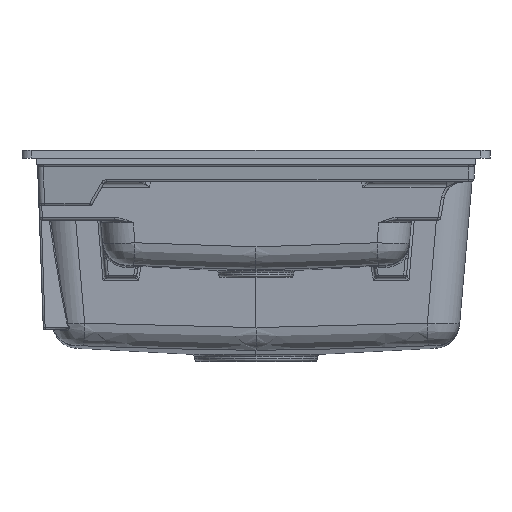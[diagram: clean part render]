
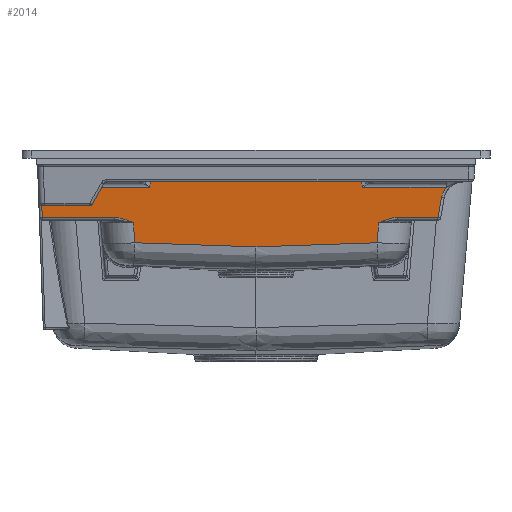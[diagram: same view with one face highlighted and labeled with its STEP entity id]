
A CAD part, left-side view. The second image highlights one B-rep face of the part: STEP entity #2014.
In plain terms, the highlighted planar face has unit normal (-0.996, 0, -0.087).
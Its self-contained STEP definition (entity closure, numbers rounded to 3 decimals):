
#239=PLANE('',#16217);
#391=ELLIPSE('',#16216,23.088,23.);
#1218=B_SPLINE_CURVE_WITH_KNOTS('',3,(#22256,#22257,#22258,#22259,#22260,
#22261,#22262),.UNSPECIFIED.,.F.,.F.,(4,3,4),(0.,0.5,1.),
 .UNSPECIFIED.);
#1219=B_SPLINE_CURVE_WITH_KNOTS('',3,(#22272,#22273,#22274,#22275,#22276,
#22277),.UNSPECIFIED.,.F.,.F.,(4,2,4),(0.,0.5,1.),.UNSPECIFIED.);
#1220=B_SPLINE_CURVE_WITH_KNOTS('',3,(#22281,#22282,#22283,#22284,#22285,
#22286,#22287,#22288),.UNSPECIFIED.,.F.,.F.,(4,2,2,4),(0.,0.5,0.75,1.),
 .UNSPECIFIED.);
#1221=B_SPLINE_CURVE_WITH_KNOTS('',3,(#22290,#22291,#22292,#22293,#22294,
#22295,#22296,#22297),.UNSPECIFIED.,.F.,.F.,(4,2,2,4),(0.,0.25,0.5,1.),
 .UNSPECIFIED.);
#1222=B_SPLINE_CURVE_WITH_KNOTS('',3,(#22301,#22302,#22303,#22304,#22305,
#22306),.UNSPECIFIED.,.F.,.F.,(4,2,4),(0.,0.5,1.),.UNSPECIFIED.);
#2014=ADVANCED_FACE('',(#3359),#239,.T.);
#3359=FACE_OUTER_BOUND('',#4409,.T.);
#4409=EDGE_LOOP('',(#6566,#6567,#6568,#6569,#6570,#6571,#6572,#6573,#6574,
#6575,#6576,#6577,#6578,#6579,#6580,#6581));
#6566=ORIENTED_EDGE('',*,*,#12762,.T.);
#6567=ORIENTED_EDGE('',*,*,#12763,.T.);
#6568=ORIENTED_EDGE('',*,*,#12764,.T.);
#6569=ORIENTED_EDGE('',*,*,#12765,.T.);
#6570=ORIENTED_EDGE('',*,*,#12766,.T.);
#6571=ORIENTED_EDGE('',*,*,#12767,.T.);
#6572=ORIENTED_EDGE('',*,*,#12768,.T.);
#6573=ORIENTED_EDGE('',*,*,#12769,.T.);
#6574=ORIENTED_EDGE('',*,*,#12770,.T.);
#6575=ORIENTED_EDGE('',*,*,#12771,.T.);
#6576=ORIENTED_EDGE('',*,*,#12772,.T.);
#6577=ORIENTED_EDGE('',*,*,#12773,.T.);
#6578=ORIENTED_EDGE('',*,*,#12774,.T.);
#6579=ORIENTED_EDGE('',*,*,#12775,.T.);
#6580=ORIENTED_EDGE('',*,*,#12776,.T.);
#6581=ORIENTED_EDGE('',*,*,#12777,.T.);
#11360=VERTEX_POINT('',#22254);
#11361=VERTEX_POINT('',#22255);
#11362=VERTEX_POINT('',#22263);
#11363=VERTEX_POINT('',#22265);
#11364=VERTEX_POINT('',#22267);
#11365=VERTEX_POINT('',#22269);
#11366=VERTEX_POINT('',#22271);
#11367=VERTEX_POINT('',#22278);
#11368=VERTEX_POINT('',#22280);
#11369=VERTEX_POINT('',#22289);
#11370=VERTEX_POINT('',#22298);
#11371=VERTEX_POINT('',#22300);
#11372=VERTEX_POINT('',#22307);
#11373=VERTEX_POINT('',#22309);
#11374=VERTEX_POINT('',#22311);
#11375=VERTEX_POINT('',#22313);
#12762=EDGE_CURVE('',#11360,#11361,#15057,.T.);
#12763=EDGE_CURVE('',#11361,#11362,#1218,.T.);
#12764=EDGE_CURVE('',#11362,#11363,#15058,.T.);
#12765=EDGE_CURVE('',#11363,#11364,#15059,.T.);
#12766=EDGE_CURVE('',#11364,#11365,#15060,.T.);
#12767=EDGE_CURVE('',#11365,#11366,#15061,.T.);
#12768=EDGE_CURVE('',#11366,#11367,#1219,.T.);
#12769=EDGE_CURVE('',#11367,#11368,#15062,.T.);
#12770=EDGE_CURVE('',#11368,#11369,#1220,.T.);
#12771=EDGE_CURVE('',#11369,#11370,#1221,.T.);
#12772=EDGE_CURVE('',#11370,#11371,#15063,.T.);
#12773=EDGE_CURVE('',#11371,#11372,#1222,.T.);
#12774=EDGE_CURVE('',#11372,#11373,#15064,.T.);
#12775=EDGE_CURVE('',#11373,#11374,#15065,.T.);
#12776=EDGE_CURVE('',#11374,#11375,#391,.T.);
#12777=EDGE_CURVE('',#11375,#11360,#15066,.T.);
#15057=LINE('',#22253,#15633);
#15058=LINE('',#22264,#15634);
#15059=LINE('',#22266,#15635);
#15060=LINE('',#22268,#15636);
#15061=LINE('',#22270,#15637);
#15062=LINE('',#22279,#15638);
#15063=LINE('',#22299,#15639);
#15064=LINE('',#22308,#15640);
#15065=LINE('',#22310,#15641);
#15066=LINE('',#22314,#15642);
#15633=VECTOR('',#18025,1.);
#15634=VECTOR('',#18026,1.);
#15635=VECTOR('',#18027,1.);
#15636=VECTOR('',#18028,1.);
#15637=VECTOR('',#18029,1.);
#15638=VECTOR('',#18030,1.);
#15639=VECTOR('',#18031,1.);
#15640=VECTOR('',#18032,1.);
#15641=VECTOR('',#18033,1.);
#15642=VECTOR('',#18036,1.);
#16216=AXIS2_PLACEMENT_3D('',#22312,#18034,#18035);
#16217=AXIS2_PLACEMENT_3D('',#22315,#18037,#18038);
#18025=DIRECTION('',(-0.086,0.173,0.981));
#18026=DIRECTION('',(0.086,0.173,-0.981));
#18027=DIRECTION('',(0.,1.,0.));
#18028=DIRECTION('',(0.087,-0.035,-0.996));
#18029=DIRECTION('',(0.,-1.,0.));
#18030=DIRECTION('',(0.087,-0.087,-0.992));
#18031=DIRECTION('',(-0.087,-0.087,0.992));
#18032=DIRECTION('',(0.,-1.,0.));
#18033=DIRECTION('',(-0.086,-0.173,0.981));
#18034=DIRECTION('',(0.996,0.,0.087));
#18035=DIRECTION('',(0.087,0.,-0.996));
#18036=DIRECTION('',(0.,1.,0.));
#18037=DIRECTION('',(-0.996,0.,-0.087));
#18038=DIRECTION('',(-0.087,0.,0.996));
#22253=CARTESIAN_POINT('',(-75.054,-108.818,-22.853));
#22254=CARTESIAN_POINT('',(-73.687,-111.573,-38.477));
#22255=CARTESIAN_POINT('',(-74.967,-108.994,-23.85));
#22256=CARTESIAN_POINT('',(-74.967,-108.994,-23.85));
#22257=CARTESIAN_POINT('',(-74.967,-72.662,-23.853));
#22258=CARTESIAN_POINT('',(-74.967,-36.331,-23.846));
#22259=CARTESIAN_POINT('',(-74.967,0.,-23.846));
#22260=CARTESIAN_POINT('',(-74.967,36.331,-23.846));
#22261=CARTESIAN_POINT('',(-74.967,72.662,-23.853));
#22262=CARTESIAN_POINT('',(-74.967,108.994,-23.85));
#22263=CARTESIAN_POINT('',(-74.967,108.994,-23.85));
#22264=CARTESIAN_POINT('',(-73.539,111.872,-40.175));
#22265=CARTESIAN_POINT('',(-73.687,111.573,-38.477));
#22266=CARTESIAN_POINT('',(-73.687,228.126,-38.477));
#22267=CARTESIAN_POINT('',(-73.687,224.942,-38.477));
#22268=CARTESIAN_POINT('',(-71.348,224.009,-65.217));
#22269=CARTESIAN_POINT('',(-70.906,223.832,-70.261));
#22270=CARTESIAN_POINT('',(-70.906,0.,-70.261));
#22271=CARTESIAN_POINT('',(-70.906,147.961,-70.261));
#22272=CARTESIAN_POINT('',(-70.906,147.961,-70.261));
#22273=CARTESIAN_POINT('',(-70.906,144.546,-70.261));
#22274=CARTESIAN_POINT('',(-70.841,141.251,-71.008));
#22275=CARTESIAN_POINT('',(-70.661,134.788,-73.062));
#22276=CARTESIAN_POINT('',(-70.545,131.641,-74.393));
#22277=CARTESIAN_POINT('',(-70.427,128.557,-75.739));
#22278=CARTESIAN_POINT('',(-70.427,128.557,-75.739));
#22279=CARTESIAN_POINT('',(-75.891,134.02,-13.29));
#22280=CARTESIAN_POINT('',(-68.599,126.728,-96.636));
#22281=CARTESIAN_POINT('',(-68.599,126.728,-96.636));
#22282=CARTESIAN_POINT('',(-68.509,105.618,-97.662));
#22283=CARTESIAN_POINT('',(-68.427,84.505,-98.603));
#22284=CARTESIAN_POINT('',(-68.326,52.823,-99.754));
#22285=CARTESIAN_POINT('',(-68.296,42.262,-100.102));
#22286=CARTESIAN_POINT('',(-68.247,21.134,-100.656));
#22287=CARTESIAN_POINT('',(-68.227,10.568,-100.887));
#22288=CARTESIAN_POINT('',(-68.227,0.,-100.887));
#22289=CARTESIAN_POINT('',(-68.227,0.,-100.887));
#22290=CARTESIAN_POINT('',(-68.227,0.,-100.887));
#22291=CARTESIAN_POINT('',(-68.227,-10.569,-100.887));
#22292=CARTESIAN_POINT('',(-68.247,-21.134,-100.656));
#22293=CARTESIAN_POINT('',(-68.296,-42.261,-100.102));
#22294=CARTESIAN_POINT('',(-68.326,-52.824,-99.754));
#22295=CARTESIAN_POINT('',(-68.427,-84.505,-98.603));
#22296=CARTESIAN_POINT('',(-68.509,-105.618,-97.662));
#22297=CARTESIAN_POINT('',(-68.599,-126.728,-96.636));
#22298=CARTESIAN_POINT('',(-68.599,-126.728,-96.636));
#22299=CARTESIAN_POINT('',(-74.76,-132.889,-26.216));
#22300=CARTESIAN_POINT('',(-70.427,-128.557,-75.739));
#22301=CARTESIAN_POINT('',(-70.427,-128.557,-75.739));
#22302=CARTESIAN_POINT('',(-70.545,-131.641,-74.393));
#22303=CARTESIAN_POINT('',(-70.661,-134.788,-73.062));
#22304=CARTESIAN_POINT('',(-70.841,-141.251,-71.008));
#22305=CARTESIAN_POINT('',(-70.906,-144.546,-70.261));
#22306=CARTESIAN_POINT('',(-70.906,-147.961,-70.261));
#22307=CARTESIAN_POINT('',(-70.906,-147.961,-70.261));
#22308=CARTESIAN_POINT('',(-70.906,0.,-70.261));
#22309=CARTESIAN_POINT('',(-70.906,-190.539,-70.261));
#22310=CARTESIAN_POINT('',(-69.164,-187.027,-90.181));
#22311=CARTESIAN_POINT('',(-72.743,-194.241,-49.268));
#22312=CARTESIAN_POINT('',(-72.394,-216.891,-53.261));
#22313=CARTESIAN_POINT('',(-73.687,-199.273,-38.477));
#22314=CARTESIAN_POINT('',(-73.687,-120.608,-38.477));
#22315=CARTESIAN_POINT('',(-72.027,0.,-57.454));
